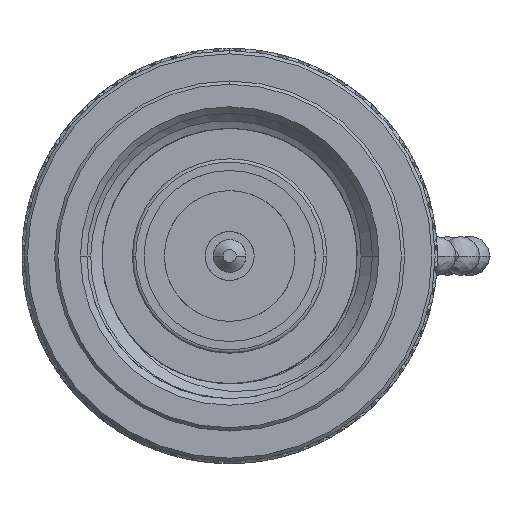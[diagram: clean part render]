
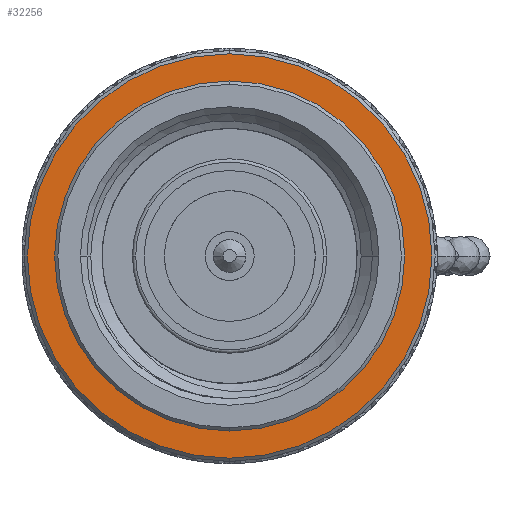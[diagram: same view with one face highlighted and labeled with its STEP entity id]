
A CAD part, left-side view. The second image highlights one B-rep face of the part: STEP entity #32256.
In plain terms, the highlighted planar face has unit normal (-1, 0, 0).
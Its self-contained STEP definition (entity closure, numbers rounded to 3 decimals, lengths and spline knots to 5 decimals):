
#2518 = VERTEX_POINT ( 'NONE', #52907 ) ;
#2761 = DIRECTION ( 'NONE',  ( -1., 0., 0. ) ) ;
#3152 = VERTEX_POINT ( 'NONE', #17772 ) ;
#3256 = CARTESIAN_POINT ( 'NONE',  ( 0.03839, 0., 0. ) ) ;
#4334 = DIRECTION ( 'NONE',  ( -1., 0., 0. ) ) ;
#9112 = CARTESIAN_POINT ( 'NONE',  ( 0.03839, 0., 0. ) ) ;
#10292 = AXIS2_PLACEMENT_3D ( 'NONE', #3256, #2761, #44798 ) ;
#10343 = AXIS2_PLACEMENT_3D ( 'NONE', #62308, #32240, #25966 ) ;
#15180 = EDGE_CURVE ( 'NONE', #2518, #67459, #57602, .T. ) ;
#17189 = ORIENTED_EDGE ( 'NONE', *, *, #44050, .T. ) ;
#17772 = CARTESIAN_POINT ( 'NONE',  ( 0.03839, 0., 0.30996 ) ) ;
#19870 = CARTESIAN_POINT ( 'NONE',  ( 0.03839, 0., -0.26823 ) ) ;
#20563 = EDGE_CURVE ( 'NONE', #23009, #3152, #35877, .T. ) ;
#20747 = EDGE_LOOP ( 'NONE', ( #69066, #66500 ) ) ;
#23009 = VERTEX_POINT ( 'NONE', #31985 ) ;
#25966 = DIRECTION ( 'NONE',  ( 0., 0., -1. ) ) ;
#28723 = ORIENTED_EDGE ( 'NONE', *, *, #15180, .T. ) ;
#29692 = AXIS2_PLACEMENT_3D ( 'NONE', #9112, #33055, #44960 ) ;
#31985 = CARTESIAN_POINT ( 'NONE',  ( 0.03839, 0., -0.30996 ) ) ;
#32240 = DIRECTION ( 'NONE',  ( 1., 0., 0. ) ) ;
#32256 = ADVANCED_FACE ( 'NONE', ( #58031, #57155 ), #33224, .T. ) ;
#32605 = EDGE_CURVE ( 'NONE', #3152, #23009, #67347, .T. ) ;
#32644 = DIRECTION ( 'NONE',  ( 1., 0., 0. ) ) ;
#32667 = AXIS2_PLACEMENT_3D ( 'NONE', #68103, #32644, #38549 ) ;
#33055 = DIRECTION ( 'NONE',  ( -1., 0., 0. ) ) ;
#33224 = PLANE ( 'NONE',  #71967 ) ;
#34025 = CIRCLE ( 'NONE', #10343, 0.26823 ) ;
#35877 = CIRCLE ( 'NONE', #29692, 0.30996 ) ;
#38549 = DIRECTION ( 'NONE',  ( 0., 0., -1. ) ) ;
#44050 = EDGE_CURVE ( 'NONE', #67459, #2518, #34025, .T. ) ;
#44798 = DIRECTION ( 'NONE',  ( 0., 0., 1. ) ) ;
#44960 = DIRECTION ( 'NONE',  ( 0., 0., 1. ) ) ;
#45889 = CARTESIAN_POINT ( 'NONE',  ( 0.03839, 0.26823, 0. ) ) ;
#51017 = EDGE_LOOP ( 'NONE', ( #17189, #28723 ) ) ;
#51367 = DIRECTION ( 'NONE',  ( 0., 0., 1. ) ) ;
#52907 = CARTESIAN_POINT ( 'NONE',  ( 0.03839, 0., 0.26823 ) ) ;
#57155 = FACE_BOUND ( 'NONE', #51017, .T. ) ;
#57602 = CIRCLE ( 'NONE', #32667, 0.26823 ) ;
#58031 = FACE_OUTER_BOUND ( 'NONE', #20747, .T. ) ;
#62308 = CARTESIAN_POINT ( 'NONE',  ( 0.03839, 0., 0. ) ) ;
#66500 = ORIENTED_EDGE ( 'NONE', *, *, #32605, .T. ) ;
#67347 = CIRCLE ( 'NONE', #10292, 0.30996 ) ;
#67459 = VERTEX_POINT ( 'NONE', #19870 ) ;
#68103 = CARTESIAN_POINT ( 'NONE',  ( 0.03839, 0., 0. ) ) ;
#69066 = ORIENTED_EDGE ( 'NONE', *, *, #20563, .T. ) ;
#71967 = AXIS2_PLACEMENT_3D ( 'NONE', #45889, #4334, #51367 ) ;
